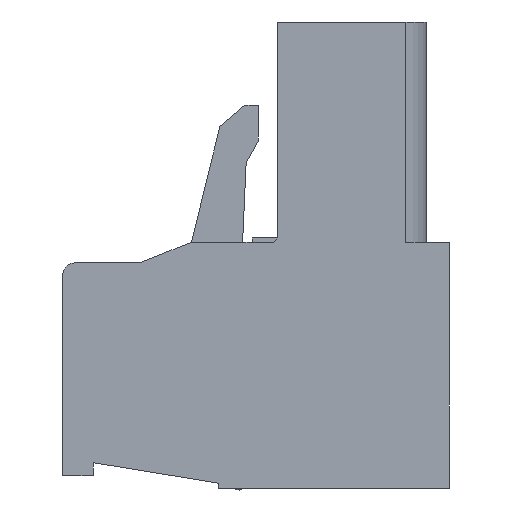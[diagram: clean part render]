
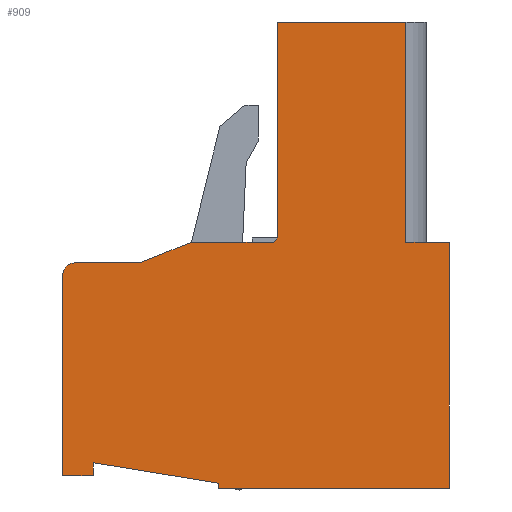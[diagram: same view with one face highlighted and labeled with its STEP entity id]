
A CAD part, front view. The second image highlights one B-rep face of the part: STEP entity #909.
In plain terms, the highlighted planar face has unit normal (0, -1, 0).
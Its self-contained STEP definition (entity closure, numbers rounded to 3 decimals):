
#909 = ADVANCED_FACE( '', ( #2245 ), #2246, .T. );
#2245 = FACE_OUTER_BOUND( '', #4198, .T. );
#2246 = PLANE( '', #4199 );
#4198 = EDGE_LOOP( '', ( #6371, #6372, #6373, #6374, #6375, #6376, #6377, #6378, #6379, #6380, #6381, #6382, #6383, #6384, #6385, #6386 ) );
#4199 = AXIS2_PLACEMENT_3D( '', #6387, #6388, #6389 );
#6371 = ORIENTED_EDGE( '', *, *, #11836, .T. );
#6372 = ORIENTED_EDGE( '', *, *, #11607, .T. );
#6373 = ORIENTED_EDGE( '', *, *, #11837, .T. );
#6374 = ORIENTED_EDGE( '', *, *, #11838, .T. );
#6375 = ORIENTED_EDGE( '', *, *, #11839, .T. );
#6376 = ORIENTED_EDGE( '', *, *, #11840, .T. );
#6377 = ORIENTED_EDGE( '', *, *, #11841, .T. );
#6378 = ORIENTED_EDGE( '', *, *, #11635, .T. );
#6379 = ORIENTED_EDGE( '', *, *, #11842, .T. );
#6380 = ORIENTED_EDGE( '', *, *, #11753, .T. );
#6381 = ORIENTED_EDGE( '', *, *, #11843, .T. );
#6382 = ORIENTED_EDGE( '', *, *, #11844, .T. );
#6383 = ORIENTED_EDGE( '', *, *, #11845, .T. );
#6384 = ORIENTED_EDGE( '', *, *, #11846, .T. );
#6385 = ORIENTED_EDGE( '', *, *, #11847, .T. );
#6386 = ORIENTED_EDGE( '', *, *, #11848, .T. );
#6387 = CARTESIAN_POINT( '', ( 0., -18.05, 0. ) );
#6388 = DIRECTION( '', ( 0., -1., 0. ) );
#6389 = DIRECTION( '', ( 0., 0., -1. ) );
#11607 = EDGE_CURVE( '', #13798, #13799, #13800, .T. );
#11635 = EDGE_CURVE( '', #13850, #13848, #13851, .T. );
#11753 = EDGE_CURVE( '', #14068, #14066, #14069, .T. );
#11836 = EDGE_CURVE( '', #14216, #13798, #14217, .T. );
#11837 = EDGE_CURVE( '', #13799, #14218, #14219, .T. );
#11838 = EDGE_CURVE( '', #14218, #14220, #14221, .T. );
#11839 = EDGE_CURVE( '', #14220, #14222, #14223, .T. );
#11840 = EDGE_CURVE( '', #14222, #14224, #14225, .T. );
#11841 = EDGE_CURVE( '', #14224, #13850, #14226, .T. );
#11842 = EDGE_CURVE( '', #13848, #14068, #14227, .T. );
#11843 = EDGE_CURVE( '', #14066, #14228, #14229, .T. );
#11844 = EDGE_CURVE( '', #14228, #14230, #14231, .T. );
#11845 = EDGE_CURVE( '', #14230, #14232, #14233, .T. );
#11846 = EDGE_CURVE( '', #14232, #14234, #14235, .T. );
#11847 = EDGE_CURVE( '', #14234, #14236, #14237, .T. );
#11848 = EDGE_CURVE( '', #14236, #14216, #14238, .T. );
#13798 = VERTEX_POINT( '', #17036 );
#13799 = VERTEX_POINT( '', #17037 );
#13800 = CIRCLE( '', #17038, 0.5 );
#13848 = VERTEX_POINT( '', #17104 );
#13850 = VERTEX_POINT( '', #17107 );
#13851 = LINE( '', #17108, #17109 );
#14066 = VERTEX_POINT( '', #17408 );
#14068 = VERTEX_POINT( '', #17411 );
#14069 = LINE( '', #17412, #17413 );
#14216 = VERTEX_POINT( '', #17624 );
#14217 = LINE( '', #17625, #17626 );
#14218 = VERTEX_POINT( '', #17627 );
#14219 = LINE( '', #17628, #17629 );
#14220 = VERTEX_POINT( '', #17630 );
#14221 = LINE( '', #17631, #17632 );
#14222 = VERTEX_POINT( '', #17633 );
#14223 = LINE( '', #17634, #17635 );
#14224 = VERTEX_POINT( '', #17636 );
#14225 = LINE( '', #17637, #17638 );
#14226 = LINE( '', #17639, #17640 );
#14227 = LINE( '', #17641, #17642 );
#14228 = VERTEX_POINT( '', #17643 );
#14229 = LINE( '', #17644, #17645 );
#14230 = VERTEX_POINT( '', #17646 );
#14231 = LINE( '', #17647, #17648 );
#14232 = VERTEX_POINT( '', #17649 );
#14233 = LINE( '', #17650, #17651 );
#14234 = VERTEX_POINT( '', #17652 );
#14235 = LINE( '', #17653, #17654 );
#14236 = VERTEX_POINT( '', #17655 );
#14237 = LINE( '', #17656, #17657 );
#14238 = LINE( '', #17658, #17659 );
#17036 = CARTESIAN_POINT( '', ( -10.8, -18.05, 4.15 ) );
#17037 = CARTESIAN_POINT( '', ( -11.3, -18.05, 3.65 ) );
#17038 = AXIS2_PLACEMENT_3D( '', #21688, #21689, #21690 );
#17104 = CARTESIAN_POINT( '', ( 3.8, -18.05, -4.65 ) );
#17107 = CARTESIAN_POINT( '', ( -5.2, -18.05, -4.65 ) );
#17108 = CARTESIAN_POINT( '', ( -5.2, -18.05, -4.65 ) );
#17109 = VECTOR( '', #21719, 1000. );
#17408 = CARTESIAN_POINT( '', ( 2.1, -18.05, 4.95 ) );
#17411 = CARTESIAN_POINT( '', ( 3.8, -18.05, 4.95 ) );
#17412 = CARTESIAN_POINT( '', ( 3.8, -18.05, 4.95 ) );
#17413 = VECTOR( '', #21850, 1000. );
#17624 = CARTESIAN_POINT( '', ( -8.3, -18.05, 4.15 ) );
#17625 = CARTESIAN_POINT( '', ( -8.3, -18.05, 4.15 ) );
#17626 = VECTOR( '', #21924, 1000. );
#17627 = CARTESIAN_POINT( '', ( -11.3, -18.05, -4.15 ) );
#17628 = CARTESIAN_POINT( '', ( -11.3, -18.05, 4.15 ) );
#17629 = VECTOR( '', #21925, 1000. );
#17630 = CARTESIAN_POINT( '', ( -10.1, -18.05, -4.15 ) );
#17631 = CARTESIAN_POINT( '', ( -11.3, -18.05, -4.15 ) );
#17632 = VECTOR( '', #21926, 1000. );
#17633 = CARTESIAN_POINT( '', ( -10.1, -18.05, -3.65 ) );
#17634 = CARTESIAN_POINT( '', ( -10.1, -18.05, -4.15 ) );
#17635 = VECTOR( '', #21927, 1000. );
#17636 = CARTESIAN_POINT( '', ( -5.2, -18.05, -4.45 ) );
#17637 = CARTESIAN_POINT( '', ( -10.1, -18.05, -3.65 ) );
#17638 = VECTOR( '', #21928, 1000. );
#17639 = CARTESIAN_POINT( '', ( -5.2, -18.05, -4.45 ) );
#17640 = VECTOR( '', #21929, 1000. );
#17641 = CARTESIAN_POINT( '', ( 3.8, -18.05, -4.65 ) );
#17642 = VECTOR( '', #21930, 1000. );
#17643 = CARTESIAN_POINT( '', ( 2.1, -18.05, 13.55 ) );
#17644 = CARTESIAN_POINT( '', ( 2.1, -18.05, -29.606 ) );
#17645 = VECTOR( '', #21931, 1000. );
#17646 = CARTESIAN_POINT( '', ( -2.9, -18.05, 13.55 ) );
#17647 = CARTESIAN_POINT( '', ( 2.9, -18.05, 13.55 ) );
#17648 = VECTOR( '', #21932, 1000. );
#17649 = CARTESIAN_POINT( '', ( -2.9, -18.05, 5.124 ) );
#17650 = CARTESIAN_POINT( '', ( -2.9, -18.05, 13.55 ) );
#17651 = VECTOR( '', #21933, 1000. );
#17652 = CARTESIAN_POINT( '', ( -3.074, -18.05, 4.95 ) );
#17653 = CARTESIAN_POINT( '', ( -2.9, -18.05, 5.124 ) );
#17654 = VECTOR( '', #21934, 1000. );
#17655 = CARTESIAN_POINT( '', ( -6.274, -18.05, 4.95 ) );
#17656 = CARTESIAN_POINT( '', ( -3.074, -18.05, 4.95 ) );
#17657 = VECTOR( '', #21935, 1000. );
#17658 = CARTESIAN_POINT( '', ( -6.274, -18.05, 4.95 ) );
#17659 = VECTOR( '', #21936, 1000. );
#21688 = CARTESIAN_POINT( '', ( -10.8, -18.05, 3.65 ) );
#21689 = DIRECTION( '', ( 0., -1., 0. ) );
#21690 = DIRECTION( '', ( 0., 0., -1. ) );
#21719 = DIRECTION( '', ( 1., 0., 0. ) );
#21850 = DIRECTION( '', ( -1., 0., 0. ) );
#21924 = DIRECTION( '', ( -1., 0., 0. ) );
#21925 = DIRECTION( '', ( 0., 0., -1. ) );
#21926 = DIRECTION( '', ( 1., 0., 0. ) );
#21927 = DIRECTION( '', ( 0., 0., 1. ) );
#21928 = DIRECTION( '', ( 0.987, 0., -0.161 ) );
#21929 = DIRECTION( '', ( 0., 0., -1. ) );
#21930 = DIRECTION( '', ( 0., 0., 1. ) );
#21931 = DIRECTION( '', ( 0., 0., 1. ) );
#21932 = DIRECTION( '', ( -1., 0., 0. ) );
#21933 = DIRECTION( '', ( 0., 0., -1. ) );
#21934 = DIRECTION( '', ( -0.707, 0., -0.707 ) );
#21935 = DIRECTION( '', ( -1., 0., 0. ) );
#21936 = DIRECTION( '', ( -0.93, 0., -0.367 ) );
